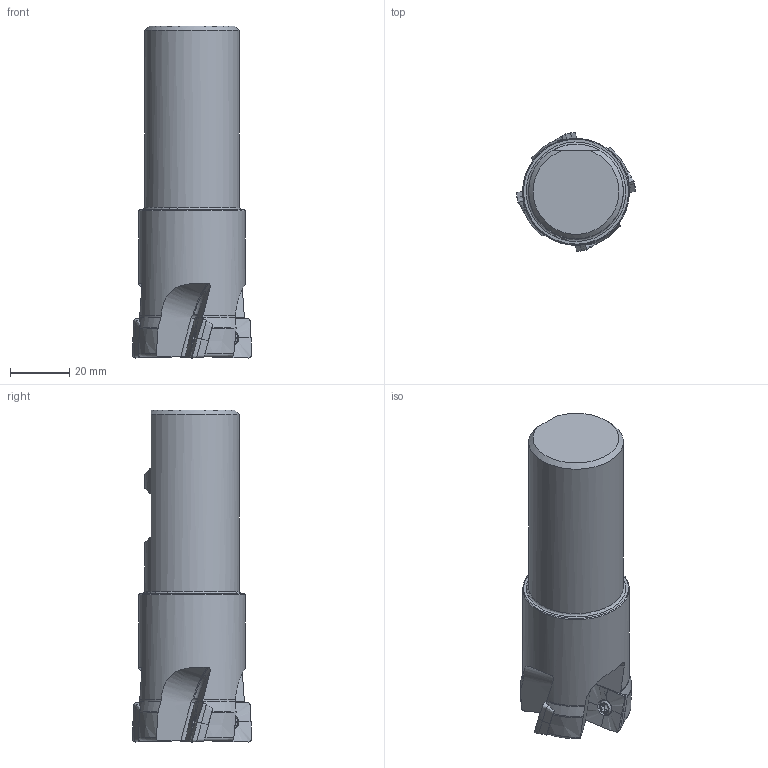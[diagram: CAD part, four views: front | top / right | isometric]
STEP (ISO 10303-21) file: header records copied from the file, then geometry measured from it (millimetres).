
FILE_DESCRIPTION(/* description */ (''),/* implementation_level */ '2;1');
FILE_NAME(/* name */ 'toolassembly_1.stp',/* time_stamp */ '2019-03-21T14:10:50+01:00',/* author */ (''),/* organization */ ('SMS'),/* preprocessor_version */ 'ST-DEVELOPER v15',/* originating_system */ 'SIEMENS PLM Software NX 8.5',/* authorisation */ '');
FILE_SCHEMA (('AUTOMOTIVE_DESIGN { 1 0 10303 214 3 1 1 1 }'));
Length unit declared in the file: millimetre
Products named in the file (4): CUT_20190321140949; NOCUT_20190321140942; ASSEMBLY_CONSTRUCTION; TOOLASSEMBLY_1
Assembly tree (6 placements, depth 2):
  TOOLASSEMBLY_1
    ASSEMBLY_CONSTRUCTION
    NOCUT_20190321140942
    CUT_20190321140949  x4
Bounding box: 39.99 x 39.99 x 112.01 mm (x, y, z)
Volume: 92545.7 mm3; surface area: 17122.4 mm2
Topology: 5 solids, 5 shells, 361 faces, 925 edges, 586 vertices
Faces by surface type: plane 136, cone 56, bspline 56, extrusion 48, torus 35, cylinder 26, sphere 4
Full cylindrical faces by diameter (mm): 3.5 x4, 4.1 x4, 4.9 x4, 31.992 x1, 36 x1
Entity records: 21769 total; most frequent: CARTESIAN_POINT 14796, ORIENTED_EDGE 1432, DIRECTION 1336, EDGE_CURVE 716, AXIS2_PLACEMENT_3D 552, VERTEX_POINT 474, EDGE_LOOP 342, ADVANCED_FACE 295
